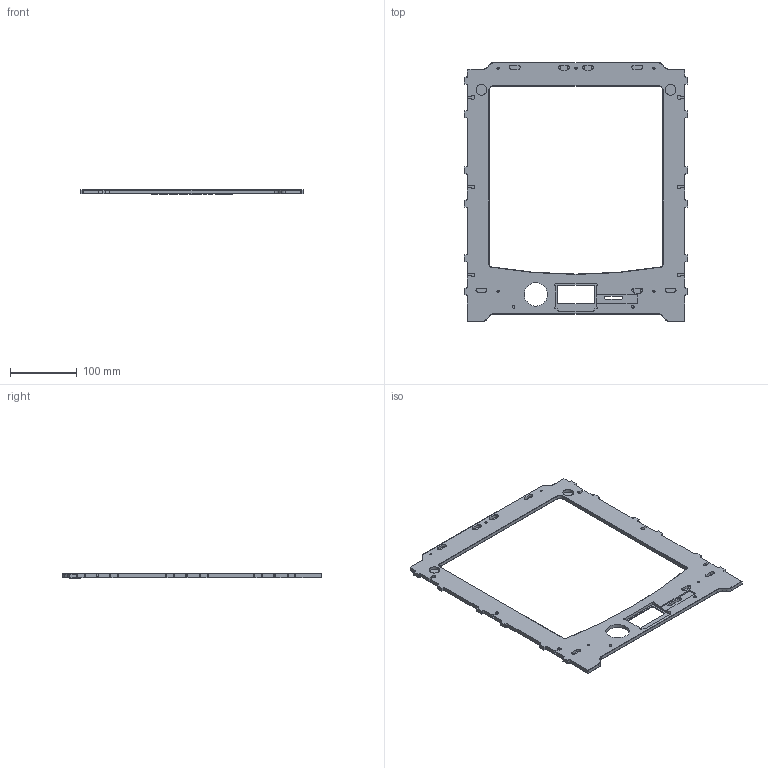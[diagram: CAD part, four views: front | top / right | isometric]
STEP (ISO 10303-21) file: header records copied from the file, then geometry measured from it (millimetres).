
FILE_DESCRIPTION (( 'STEP AP214' ), '1' );
FILE_NAME ('1230-B2P-B.STEP', '2013-11-18T22:18:31', ( '3DAssist' ), ( '' ), 'SwSTEP 2.0', 'SolidWorks 2013', '' );
FILE_SCHEMA (( 'AUTOMOTIVE_DESIGN' ));
Length unit declared in the file: millimetre
Products named in the file (1): 1230-B2P-B
Bounding box: 334.2 x 388 x 6.2 mm (x, y, z)
Volume: 280541.6 mm3; surface area: 118488.7 mm2
Topology: 12 solids, 12 shells, 552 faces, 1479 edges, 964 vertices
Faces by surface type: plane 294, cylinder 116, bspline 112, cone 30
Full cylindrical faces by diameter (mm): 3.2 x5, 4 x2, 16 x2, 35 x1
Entity records: 20171 total; most frequent: CARTESIAN_POINT 4475, ORIENTED_EDGE 2934, DIRECTION 2385, EDGE_CURVE 1467, VECTOR 979, LINE 979, VERTEX_POINT 962, AXIS2_PLACEMENT_3D 703
